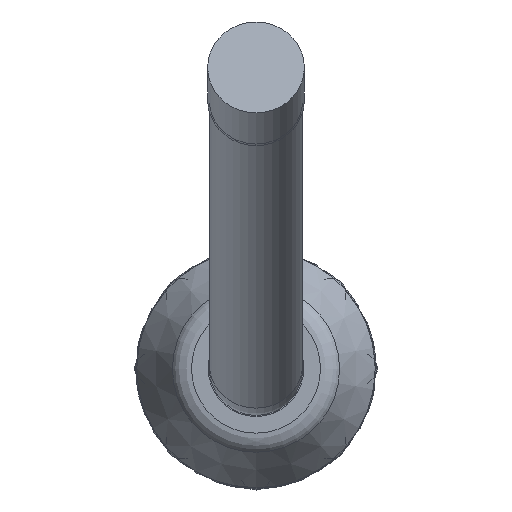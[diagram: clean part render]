
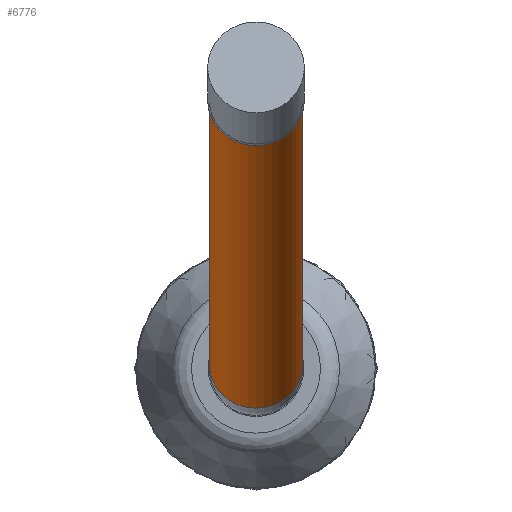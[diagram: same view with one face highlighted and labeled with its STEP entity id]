
A CAD part, left-side view. The second image highlights one B-rep face of the part: STEP entity #6776.
In plain terms, the highlighted cylindrical face has radius 6.35 mm (diameter 12.7 mm), a full revolution.
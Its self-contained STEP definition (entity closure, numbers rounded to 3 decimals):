
#1707=ORIENTED_EDGE('',*,*,#3811,.T.);
#1708=ORIENTED_EDGE('',*,*,#3812,.T.);
#3811=EDGE_CURVE('',#4863,#4863,#5575,.T.);
#3812=EDGE_CURVE('',#4864,#4864,#5576,.F.);
#4863=VERTEX_POINT('',#8772);
#4864=VERTEX_POINT('',#8774);
#5575=CIRCLE('',#7212,6.35);
#5576=CIRCLE('',#7213,6.35);
#5647=EDGE_LOOP('',(#1707));
#5648=EDGE_LOOP('',(#1708));
#6161=FACE_BOUND('',#5647,.T.);
#6162=FACE_BOUND('',#5648,.T.);
#6675=CYLINDRICAL_SURFACE('',#7211,6.35);
#6776=ADVANCED_FACE('',(#6161,#6162),#6675,.T.);
#7211=AXIS2_PLACEMENT_3D('',#8770,#7629,#7630);
#7212=AXIS2_PLACEMENT_3D('',#8771,#7631,#7632);
#7213=AXIS2_PLACEMENT_3D('',#8773,#7633,#7634);
#7629=DIRECTION('',(-0.94,0.,0.342));
#7630=DIRECTION('',(0.342,0.,0.94));
#7631=DIRECTION('',(-0.94,0.,0.342));
#7632=DIRECTION('',(0.342,0.,0.94));
#7633=DIRECTION('',(-0.94,0.,0.342));
#7634=DIRECTION('',(0.342,0.,0.94));
#8770=CARTESIAN_POINT('',(-881.92,0.,0.603));
#8771=CARTESIAN_POINT('',(-881.92,0.,0.603));
#8772=CARTESIAN_POINT('',(-879.748,0.,6.57));
#8773=CARTESIAN_POINT('',(-980.588,0.,36.515));
#8774=CARTESIAN_POINT('',(-978.416,0.,42.482));
